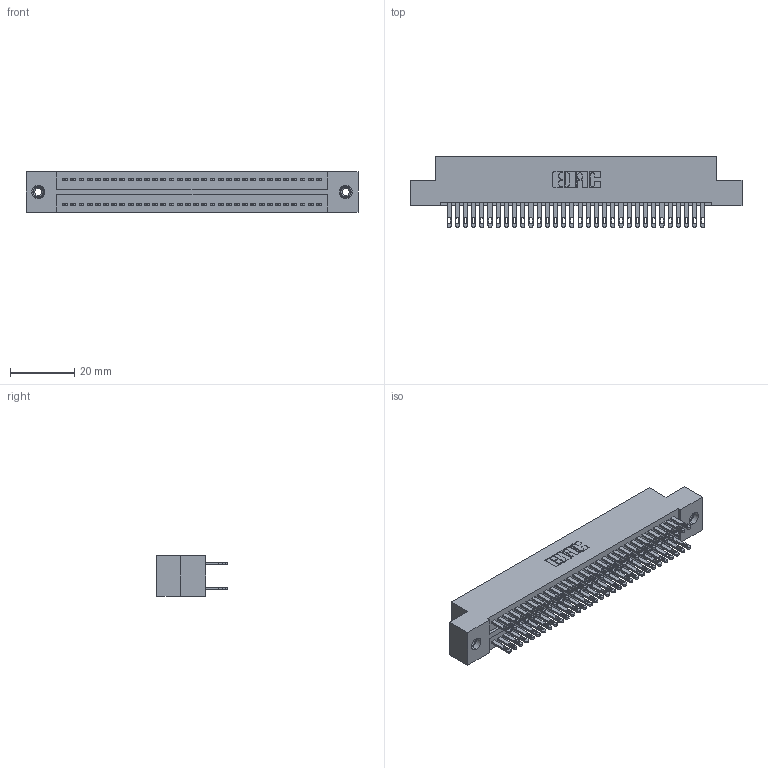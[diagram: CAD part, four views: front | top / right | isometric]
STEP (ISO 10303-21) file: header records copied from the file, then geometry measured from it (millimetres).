
FILE_DESCRIPTION (( 'STEP AP203' ), '1' );
FILE_NAME ('325-064-500-208.STEP', '2020-02-25T03:06:43', ( '' ), ( '' ), 'SwSTEP 2.0', 'SolidWorks 2016', '' );
FILE_SCHEMA (( 'CONFIG_CONTROL_DESIGN' ));
Length unit declared in the file: inch
Products named in the file (4): 345-250-001_345-250-003-102; 325-064-500-208; 325 Part_TI; 325-292-001_325-293-100
Assembly tree (67 placements, depth 2):
  325-064-500-208
    325 Part_TI
    325-292-001_325-293-100  x64
    345-250-001_345-250-003-102  x2
Bounding box: 103 x 21.84 x 12.45 mm (x, y, z)
Volume: 13395.8 mm3; surface area: 16659.5 mm2
Topology: 67 solids, 67 shells, 3246 faces, 9855 edges, 6562 vertices
Faces by surface type: plane 2022, cylinder 1208, cone 12, torus 4
Entity records: 22996 total; most frequent: CARTESIAN_POINT 3805, ORIENTED_EDGE 3734, DIRECTION 3301, EDGE_CURVE 1867, VECTOR 1715, LINE 1715, VERTEX_POINT 1240, AXIS2_PLACEMENT_3D 793
